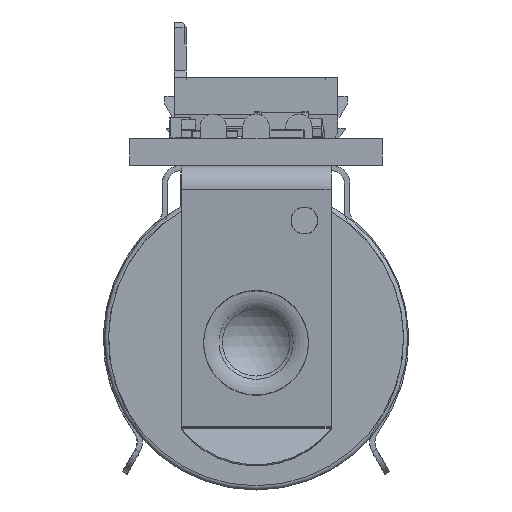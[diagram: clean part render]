
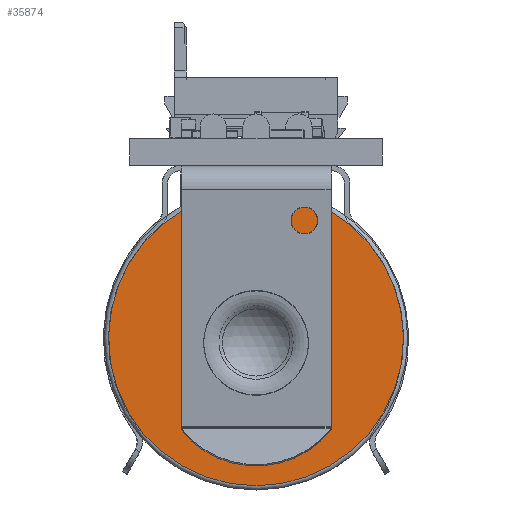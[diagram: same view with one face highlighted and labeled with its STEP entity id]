
A CAD part, left-side view. The second image highlights one B-rep face of the part: STEP entity #35874.
In plain terms, the highlighted face is planar.
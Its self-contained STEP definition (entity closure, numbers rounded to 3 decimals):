
#35842 = EDGE_CURVE('',#35843,#35845,#35847,.T.);
#35843 = VERTEX_POINT('',#35844);
#35844 = CARTESIAN_POINT('',(8.75,0.,34.8));
#35845 = VERTEX_POINT('',#35846);
#35846 = CARTESIAN_POINT('',(-8.75,0.,34.8));
#35847 = CIRCLE('',#35848,8.75);
#35848 = AXIS2_PLACEMENT_3D('',#35849,#35850,#35851);
#35849 = CARTESIAN_POINT('',(0.,0.,34.8));
#35850 = DIRECTION('',(0.,0.,-1.));
#35851 = DIRECTION('',(-1.,0.,0.));
#35863 = EDGE_CURVE('',#35845,#35843,#35864,.T.);
#35864 = CIRCLE('',#35865,8.75);
#35865 = AXIS2_PLACEMENT_3D('',#35866,#35867,#35868);
#35866 = CARTESIAN_POINT('',(0.,0.,34.8));
#35867 = DIRECTION('',(0.,0.,-1.));
#35868 = DIRECTION('',(-1.,0.,0.));
#35874 = ADVANCED_FACE('',(#35875,#35879),#35890,.T.);
#35875 = FACE_BOUND('',#35876,.T.);
#35876 = EDGE_LOOP('',(#35877,#35878));
#35877 = ORIENTED_EDGE('',*,*,#35842,.F.);
#35878 = ORIENTED_EDGE('',*,*,#35863,.F.);
#35879 = FACE_BOUND('',#35880,.T.);
#35880 = EDGE_LOOP('',(#35881));
#35881 = ORIENTED_EDGE('',*,*,#35882,.T.);
#35882 = EDGE_CURVE('',#35883,#35883,#35885,.T.);
#35883 = VERTEX_POINT('',#35884);
#35884 = CARTESIAN_POINT('',(2.5,0.,34.8));
#35885 = CIRCLE('',#35886,2.5);
#35886 = AXIS2_PLACEMENT_3D('',#35887,#35888,#35889);
#35887 = CARTESIAN_POINT('',(0.,0.,34.8));
#35888 = DIRECTION('',(0.,0.,-1.));
#35889 = DIRECTION('',(-1.,0.,0.));
#35890 = PLANE('',#35891);
#35891 = AXIS2_PLACEMENT_3D('',#35892,#35893,#35894);
#35892 = CARTESIAN_POINT('',(0.,0.,34.8));
#35893 = DIRECTION('',(0.,0.,1.));
#35894 = DIRECTION('',(1.,0.,0.));
